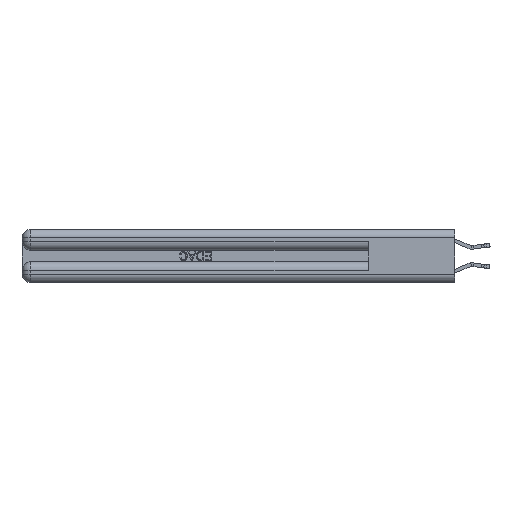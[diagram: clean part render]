
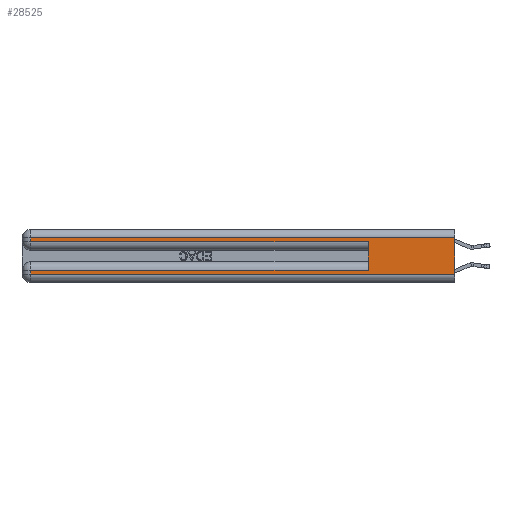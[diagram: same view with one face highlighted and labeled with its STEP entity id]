
A CAD part, left-side view. The second image highlights one B-rep face of the part: STEP entity #28525.
In plain terms, the highlighted planar face has unit normal (-1, 0, 0).
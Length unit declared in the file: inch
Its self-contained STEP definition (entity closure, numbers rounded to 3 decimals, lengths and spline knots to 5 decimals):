
#526 = ORIENTED_EDGE ( 'NONE', *, *, #1062, .T. ) ;
#1062 = EDGE_CURVE ( 'NONE', #35910, #33079, #33263, .T. ) ;
#1341 = ORIENTED_EDGE ( 'NONE', *, *, #12640, .T. ) ;
#1447 = CARTESIAN_POINT ( 'NONE',  ( 0., 0., 0.06 ) ) ;
#1540 = LINE ( 'NONE', #27178, #12972 ) ;
#1656 = ORIENTED_EDGE ( 'NONE', *, *, #2424, .T. ) ;
#1886 = ORIENTED_EDGE ( 'NONE', *, *, #7338, .T. ) ;
#2424 = EDGE_CURVE ( 'NONE', #11304, #30120, #6316, .T. ) ;
#2522 = CARTESIAN_POINT ( 'NONE',  ( 0., 2.94, 0.37 ) ) ;
#3521 = CARTESIAN_POINT ( 'NONE',  ( 0., 0., 0.37 ) ) ;
#4060 = FACE_OUTER_BOUND ( 'NONE', #22017, .T. ) ;
#5207 = LINE ( 'NONE', #33238, #31539 ) ;
#5442 = VECTOR ( 'NONE', #27963, 39.37008 ) ;
#5562 = DIRECTION ( 'NONE',  ( 0., 0., -1. ) ) ;
#6016 = EDGE_CURVE ( 'NONE', #35910, #23670, #5207, .T. ) ;
#6316 = LINE ( 'NONE', #22015, #27644 ) ;
#6328 = CARTESIAN_POINT ( 'NONE',  ( 0., 2.94, 0.37 ) ) ;
#6385 = EDGE_CURVE ( 'NONE', #10747, #30120, #1540, .T. ) ;
#6973 = DIRECTION ( 'NONE',  ( 1., 0., 0. ) ) ;
#7338 = EDGE_CURVE ( 'NONE', #25140, #23670, #23653, .T. ) ;
#7354 = DIRECTION ( 'NONE',  ( 0., 0., 1. ) ) ;
#8772 = CARTESIAN_POINT ( 'NONE',  ( 0., 0.6, 0.285 ) ) ;
#10747 = VERTEX_POINT ( 'NONE', #12373 ) ;
#11291 = CARTESIAN_POINT ( 'NONE',  ( 0., 2.94, 0.31 ) ) ;
#11304 = VERTEX_POINT ( 'NONE', #27622 ) ;
#11324 = AXIS2_PLACEMENT_3D ( 'NONE', #3521, #6973, #31538 ) ;
#12373 = CARTESIAN_POINT ( 'NONE',  ( 0., 0.6, 0.085 ) ) ;
#12640 = EDGE_CURVE ( 'NONE', #33079, #11304, #26155, .T. ) ;
#12972 = VECTOR ( 'NONE', #7354, 39.37008 ) ;
#13422 = LINE ( 'NONE', #2522, #15348 ) ;
#13600 = DIRECTION ( 'NONE',  ( 0., 0., -1. ) ) ;
#15348 = VECTOR ( 'NONE', #13600, 39.37008 ) ;
#16766 = ORIENTED_EDGE ( 'NONE', *, *, #6385, .F. ) ;
#17392 = DIRECTION ( 'NONE',  ( 0., -1., 0. ) ) ;
#17404 = DIRECTION ( 'NONE',  ( 0., 0., -1. ) ) ;
#18058 = PLANE ( 'NONE',  #11324 ) ;
#20167 = VERTEX_POINT ( 'NONE', #31604 ) ;
#20986 = ORIENTED_EDGE ( 'NONE', *, *, #25955, .T. ) ;
#21798 = CARTESIAN_POINT ( 'NONE',  ( 0., 0., 0.31 ) ) ;
#22015 = CARTESIAN_POINT ( 'NONE',  ( 0., 0., 0.285 ) ) ;
#22017 = EDGE_LOOP ( 'NONE', ( #29708, #526, #1341, #1656, #16766, #27657, #20986, #1886 ) ) ;
#22333 = CARTESIAN_POINT ( 'NONE',  ( 0., 0., 0.06 ) ) ;
#23653 = LINE ( 'NONE', #1447, #32207 ) ;
#23670 = VERTEX_POINT ( 'NONE', #22333 ) ;
#24426 = DIRECTION ( 'NONE',  ( 0., 1., 0. ) ) ;
#25140 = VERTEX_POINT ( 'NONE', #32357 ) ;
#25955 = EDGE_CURVE ( 'NONE', #20167, #25140, #13422, .T. ) ;
#26155 = LINE ( 'NONE', #6328, #29505 ) ;
#26372 = DIRECTION ( 'NONE',  ( 0., -1., 0. ) ) ;
#27156 = CARTESIAN_POINT ( 'NONE',  ( 0., 0., 0.085 ) ) ;
#27178 = CARTESIAN_POINT ( 'NONE',  ( 0., 0.6, 0.145 ) ) ;
#27622 = CARTESIAN_POINT ( 'NONE',  ( 0., 2.94, 0.285 ) ) ;
#27644 = VECTOR ( 'NONE', #17392, 39.37008 ) ;
#27657 = ORIENTED_EDGE ( 'NONE', *, *, #31798, .T. ) ;
#27963 = DIRECTION ( 'NONE',  ( 0., 1., 0. ) ) ;
#28525 = ADVANCED_FACE ( 'NONE', ( #4060 ), #18058, .F. ) ;
#29505 = VECTOR ( 'NONE', #17404, 39.37008 ) ;
#29524 = VECTOR ( 'NONE', #24426, 39.37008 ) ;
#29708 = ORIENTED_EDGE ( 'NONE', *, *, #6016, .F. ) ;
#30120 = VERTEX_POINT ( 'NONE', #8772 ) ;
#31052 = CARTESIAN_POINT ( 'NONE',  ( 0., 0., 0.31 ) ) ;
#31538 = DIRECTION ( 'NONE',  ( 0., 0., -1. ) ) ;
#31539 = VECTOR ( 'NONE', #5562, 39.37008 ) ;
#31604 = CARTESIAN_POINT ( 'NONE',  ( 0., 2.94, 0.085 ) ) ;
#31798 = EDGE_CURVE ( 'NONE', #10747, #20167, #32089, .T. ) ;
#32089 = LINE ( 'NONE', #27156, #29524 ) ;
#32207 = VECTOR ( 'NONE', #26372, 39.37008 ) ;
#32357 = CARTESIAN_POINT ( 'NONE',  ( 0., 2.94, 0.06 ) ) ;
#33079 = VERTEX_POINT ( 'NONE', #11291 ) ;
#33238 = CARTESIAN_POINT ( 'NONE',  ( 0., 0., 0.37 ) ) ;
#33263 = LINE ( 'NONE', #31052, #5442 ) ;
#35910 = VERTEX_POINT ( 'NONE', #21798 ) ;
